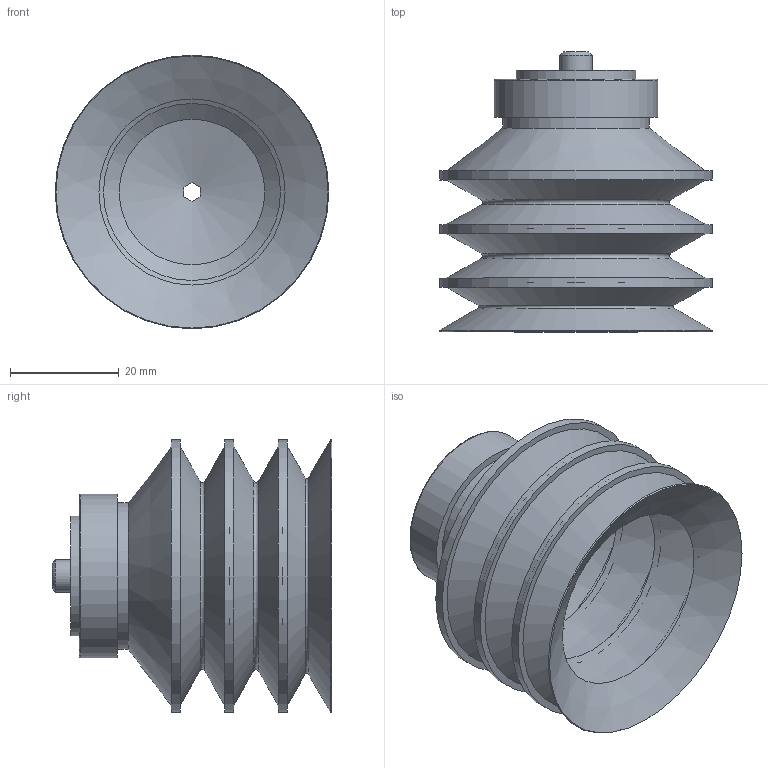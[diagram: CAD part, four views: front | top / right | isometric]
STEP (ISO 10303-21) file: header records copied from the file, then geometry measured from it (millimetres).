
FILE_DESCRIPTION(/* description */ ('STEP AP242','CAx-IF Rec.Pracs.---Representation and Presentation of Product Manufacturing Information (PMI)---4.0---2014-10-13','CAx-IF Rec.Pracs.---3D Tessellated Geometry---0.4---2014-09-14','2;1'),/* implementation_level */ '2;1');
FILE_NAME(/* name */ '189406 ESS-50-CN',/* time_stamp */ '2025-05-29T07:56:34+02:00',/* author */ ('License CC BY-ND 4.0'),/* organization */ ('CADENAS'),/* preprocessor_version */ 'ST-DEVELOPER v19.3',/* originating_system */ 'PARTsolutions',/* authorisation */ ' ');
FILE_SCHEMA (('AP242_MANAGED_MODEL_BASED_3D_ENGINEERING_MIM_LF { 1 0 10303 442 1 1 4 }'));
Length unit declared in the file: millimetre
Products named in the file (1): 189406 ESS-50-CN
Bounding box: 50.29 x 51.4 x 50.29 mm (x, y, z)
Volume: 8408.6 mm3; surface area: 21274.5 mm2
Topology: 1 solids, 1 shells, 46 faces, 86 edges, 51 vertices
Faces by surface type: plane 17, cone 17, cylinder 8, torus 4
Full cylindrical faces by diameter (mm): 6 x1, 10.5 x1, 22 x1, 27 x1, 30 x1, 50 x3
Entity records: 1340 total; most frequent: DIRECTION 184, CARTESIAN_POINT 173, ORIENTED_EDGE 114, EDGE_LOOP 86, FACE_BOUND 86, AXIS2_PLACEMENT_3D 86, EDGE_CURVE 57, VERTEX_POINT 51
